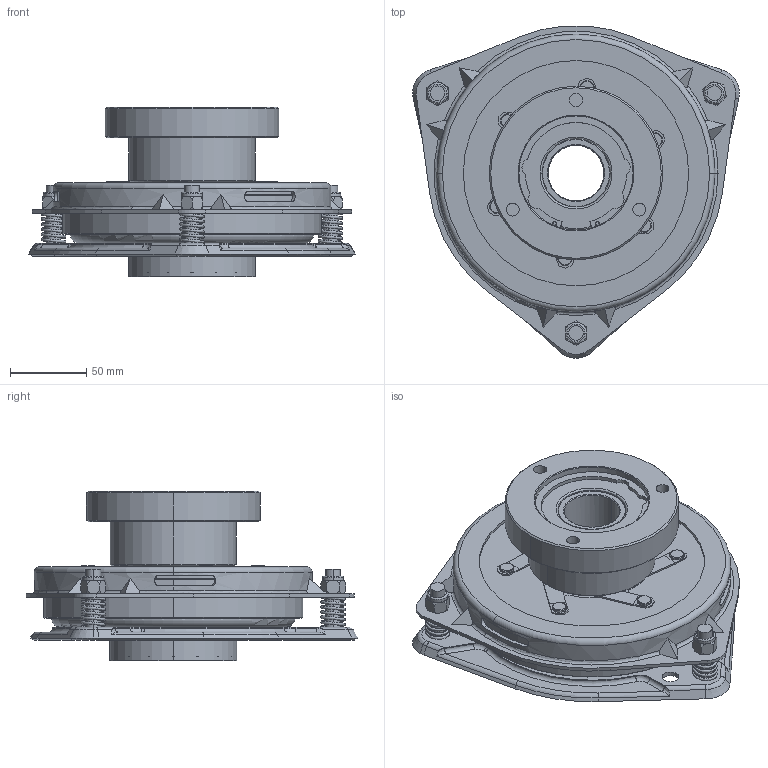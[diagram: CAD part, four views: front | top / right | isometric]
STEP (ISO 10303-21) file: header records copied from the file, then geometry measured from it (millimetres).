
FILE_DESCRIPTION (( 'STEP AP203' ), '1' );
FILE_NAME ('51408600_08_MA-GT-TRO10_MGCL&BR.STEP', '2015-02-17T05:04:23', ( '' ), ( '' ), 'SwSTEP 2.0', 'SolidWorks 2014', '' );
FILE_SCHEMA (( 'CONFIG_CONTROL_DESIGN' ));
Length unit declared in the file: millimetre
Products named in the file (1): 51408600_08_MA-GT-TRO10_MGCL&BR
Bounding box: 214.65 x 218.04 x 111.3 mm (x, y, z)
Volume: 1198615.8 mm3; surface area: 333818.2 mm2
Topology: 1 solids, 17 shells, 1035 faces, 2491 edges, 1557 vertices
Faces by surface type: cylinder 401, plane 373, cone 111, torus 102, bspline 36, sphere 12
Entity records: 36205 total; most frequent: CARTESIAN_POINT 11479, DIRECTION 5484, ORIENTED_EDGE 4970, EDGE_CURVE 2485, AXIS2_PLACEMENT_3D 2196, VERTEX_POINT 1557, CIRCLE 1196, EDGE_LOOP 1194
